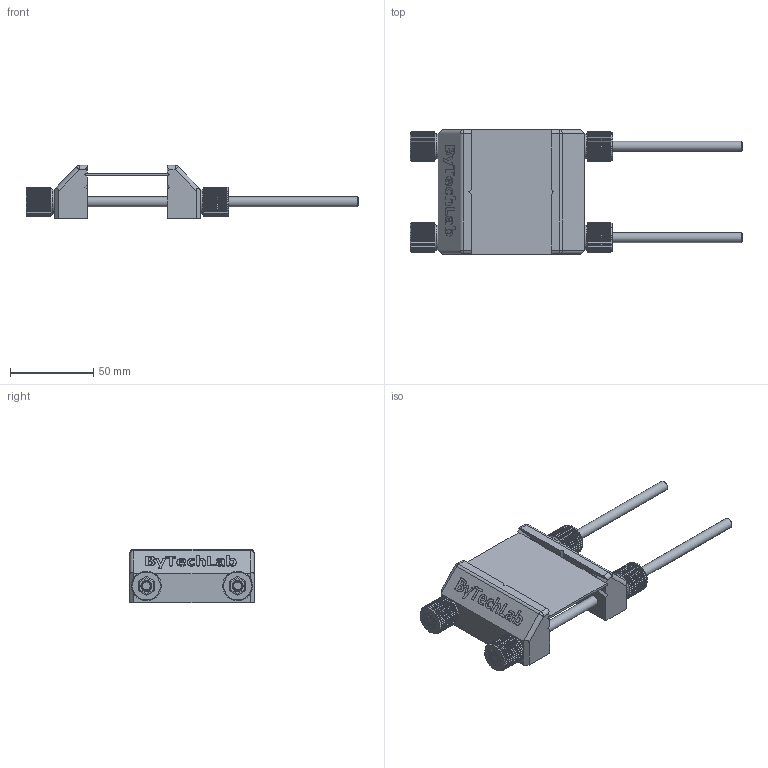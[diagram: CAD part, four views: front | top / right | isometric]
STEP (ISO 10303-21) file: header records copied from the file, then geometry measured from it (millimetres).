
FILE_DESCRIPTION(/* description */ (''),/* implementation_level */ '2;1');
FILE_NAME(/* name */ 'ASSEMBLY_Main.stp',/* time_stamp */ '2025-07-27T10:06:17+02:00',/* author */ ('Andrzej'),/* organization */ (''),/* preprocessor_version */ 'ST-DEVELOPER v20.1',/* originating_system */ 'Autodesk Inventor 2026',/* authorisation */ '');
FILE_SCHEMA (('AUTOMOTIVE_DESIGN { 1 0 10303 214 3 1 1 }'));
Length unit declared in the file: millimetre
Products named in the file (9): ASSEMBLY_Main; COTS_GENERIC_M6_Threaded_Rod_200mm; 3DP_ABS_Jaw_Second_Half; 3DP_ABS_Jaw_First_Half; ASSEMBLY_Nut_Knob; COTS_GENERIC_M6_Nut; 3DP_ABS_Nut_Knob; COTS_GENERIC_PCB; COTS_GENERIC_10x4mm_Neodymium_Magnet
Assembly tree (15 placements, depth 3):
  ASSEMBLY_Main
    COTS_GENERIC_M6_Threaded_Rod_200mm  x2
    COTS_GENERIC_M6_Nut  x2
    3DP_ABS_Jaw_Second_Half
    3DP_ABS_Jaw_First_Half
    ASSEMBLY_Nut_Knob  x4
      COTS_GENERIC_M6_Nut
      3DP_ABS_Nut_Knob
    COTS_GENERIC_PCB
    COTS_GENERIC_10x4mm_Neodymium_Magnet  x2
Bounding box: 200 x 75 x 32 mm (x, y, z)
Volume: 107969.7 mm3; surface area: 44516 mm2
Topology: 17 solids, 17 shells, 974 faces, 2572 edges, 1658 vertices
Faces by surface type: plane 575, cylinder 266, bspline 83, cone 38, torus 8, sphere 4
Full cylindrical faces by diameter (mm): 6 x12, 6.1 x4, 10 x4, 15 x4
Entity records: 14595 total; most frequent: CARTESIAN_POINT 4157, ORIENTED_EDGE 2264, DIRECTION 1818, EDGE_CURVE 1132, VERTEX_POINT 725, LINE 718, VECTOR 718, AXIS2_PLACEMENT_3D 550
